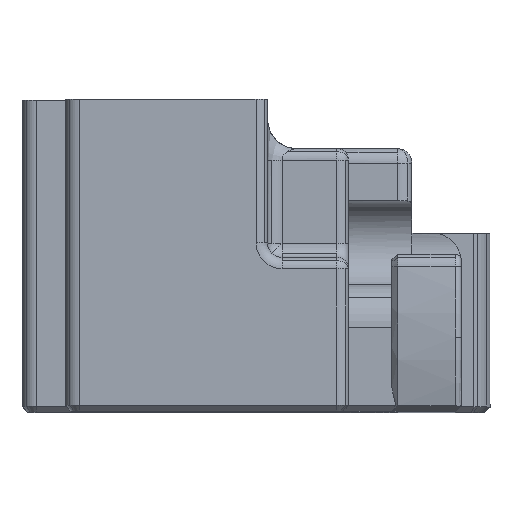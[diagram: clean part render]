
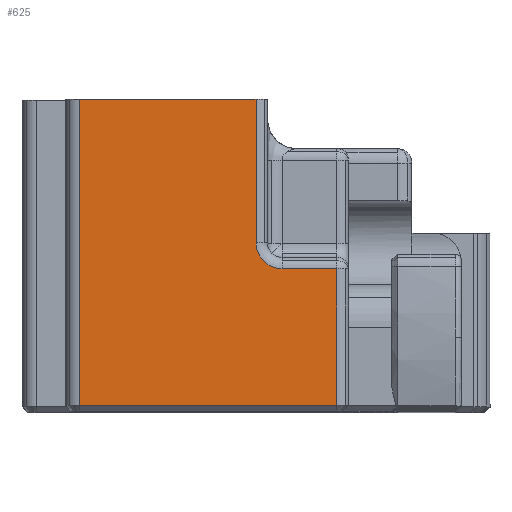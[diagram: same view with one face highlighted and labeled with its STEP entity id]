
A CAD part, top view. The second image highlights one B-rep face of the part: STEP entity #625.
In plain terms, the highlighted planar face has unit normal (0, 0, 1).
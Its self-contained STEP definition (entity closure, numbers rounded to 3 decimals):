
#87 = CARTESIAN_POINT ( 'NONE',  ( -56.679, 128.542, 40.967 ) ) ;
#279 = VERTEX_POINT ( 'NONE', #9602 ) ;
#625 = ADVANCED_FACE ( 'NONE', ( #1818 ), #8246, .F. ) ;
#778 = EDGE_CURVE ( 'NONE', #4324, #10454, #5284, .T. ) ;
#793 = ORIENTED_EDGE ( 'NONE', *, *, #778, .F. ) ;
#1530 = DIRECTION ( 'NONE',  ( 1., 0., 0. ) ) ;
#1573 = ORIENTED_EDGE ( 'NONE', *, *, #8130, .F. ) ;
#1818 = FACE_OUTER_BOUND ( 'NONE', #5608, .T. ) ;
#1997 = CARTESIAN_POINT ( 'NONE',  ( -71.829, 107.342, 40.967 ) ) ;
#2022 = CARTESIAN_POINT ( 'NONE',  ( -71.829, 128.542, 40.967 ) ) ;
#2366 = DIRECTION ( 'NONE',  ( -0.707, -0.707, 0. ) ) ;
#2569 = ORIENTED_EDGE ( 'NONE', *, *, #4905, .F. ) ;
#2622 = VECTOR ( 'NONE', #3005, 1000. ) ;
#2961 = ORIENTED_EDGE ( 'NONE', *, *, #9894, .F. ) ;
#3005 = DIRECTION ( 'NONE',  ( 0., -1., 0. ) ) ;
#3011 = CARTESIAN_POINT ( 'NONE',  ( -57.829, 116.792, 40.967 ) ) ;
#3034 = VECTOR ( 'NONE', #3626, 1000. ) ;
#3377 = VERTEX_POINT ( 'NONE', #1997 ) ;
#3478 = CARTESIAN_POINT ( 'NONE',  ( -56.179, 116.792, 40.967 ) ) ;
#3598 = ORIENTED_EDGE ( 'NONE', *, *, #9349, .F. ) ;
#3626 = DIRECTION ( 'NONE',  ( -1., 0., 0. ) ) ;
#3762 = CARTESIAN_POINT ( 'NONE',  ( -59.629, 118.592, 40.967 ) ) ;
#3970 = LINE ( 'NONE', #4037, #5335 ) ;
#4037 = CARTESIAN_POINT ( 'NONE',  ( -54.029, 123.442, 40.967 ) ) ;
#4054 = EDGE_CURVE ( 'NONE', #279, #9263, #3970, .T. ) ;
#4056 = CARTESIAN_POINT ( 'NONE',  ( -59.629, 129.842, 40.967 ) ) ;
#4324 = VERTEX_POINT ( 'NONE', #3762 ) ;
#4392 = AXIS2_PLACEMENT_3D ( 'NONE', #12116, #5564, #4460 ) ;
#4460 = DIRECTION ( 'NONE',  ( 0., -1., 0. ) ) ;
#4462 = CARTESIAN_POINT ( 'NONE',  ( -51.029, 107.342, 40.967 ) ) ;
#4518 = LINE ( 'NONE', #4462, #9478 ) ;
#4562 = ORIENTED_EDGE ( 'NONE', *, *, #5945, .T. ) ;
#4628 = VERTEX_POINT ( 'NONE', #4791 ) ;
#4791 = CARTESIAN_POINT ( 'NONE',  ( -59.629, 128.542, 40.967 ) ) ;
#4905 = EDGE_CURVE ( 'NONE', #9263, #3377, #4518, .T. ) ;
#4960 = DIRECTION ( 'NONE',  ( 0., -1., 0. ) ) ;
#5284 = CIRCLE ( 'NONE', #9981, 1.8 ) ;
#5335 = VECTOR ( 'NONE', #4960, 1000. ) ;
#5564 = DIRECTION ( 'NONE',  ( 0., 0., -1. ) ) ;
#5608 = EDGE_LOOP ( 'NONE', ( #4562, #2961, #2569, #11951, #3598, #793, #1573 ) ) ;
#5945 = EDGE_CURVE ( 'NONE', #4628, #10737, #7306, .T. ) ;
#6361 = DIRECTION ( 'NONE',  ( 0., 1., 0. ) ) ;
#6756 = LINE ( 'NONE', #4056, #2622 ) ;
#7306 = LINE ( 'NONE', #87, #3034 ) ;
#7793 = CARTESIAN_POINT ( 'NONE',  ( -54.029, 107.342, 40.967 ) ) ;
#8130 = EDGE_CURVE ( 'NONE', #4628, #4324, #6756, .T. ) ;
#8193 = DIRECTION ( 'NONE',  ( -1., 0., 0. ) ) ;
#8246 = PLANE ( 'NONE',  #4392 ) ;
#8451 = VECTOR ( 'NONE', #1530, 1000. ) ;
#8939 = DIRECTION ( 'NONE',  ( 0., 0., 1. ) ) ;
#8991 = CARTESIAN_POINT ( 'NONE',  ( -57.829, 118.592, 40.967 ) ) ;
#9176 = CARTESIAN_POINT ( 'NONE',  ( -71.829, 118.542, 40.967 ) ) ;
#9233 = LINE ( 'NONE', #9176, #11006 ) ;
#9263 = VERTEX_POINT ( 'NONE', #7793 ) ;
#9349 = EDGE_CURVE ( 'NONE', #10454, #279, #11887, .T. ) ;
#9478 = VECTOR ( 'NONE', #8193, 1000. ) ;
#9602 = CARTESIAN_POINT ( 'NONE',  ( -54.029, 116.792, 40.967 ) ) ;
#9894 = EDGE_CURVE ( 'NONE', #3377, #10737, #9233, .T. ) ;
#9981 = AXIS2_PLACEMENT_3D ( 'NONE', #8991, #8939, #2366 ) ;
#10454 = VERTEX_POINT ( 'NONE', #3011 ) ;
#10737 = VERTEX_POINT ( 'NONE', #2022 ) ;
#11006 = VECTOR ( 'NONE', #6361, 1000. ) ;
#11887 = LINE ( 'NONE', #3478, #8451 ) ;
#11951 = ORIENTED_EDGE ( 'NONE', *, *, #4054, .F. ) ;
#12116 = CARTESIAN_POINT ( 'NONE',  ( -53.729, 108.542, 40.967 ) ) ;
